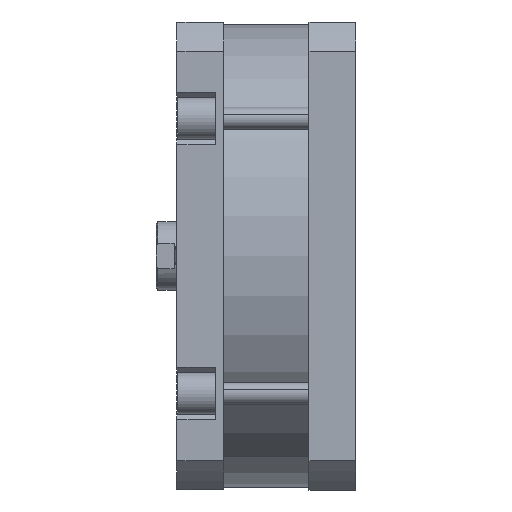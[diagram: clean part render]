
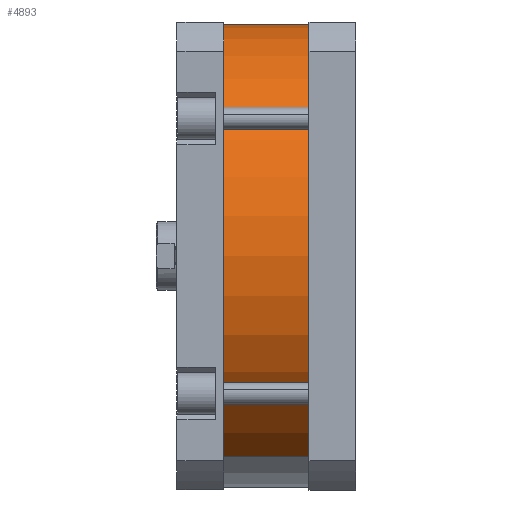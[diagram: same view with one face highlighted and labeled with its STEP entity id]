
A CAD part, front view. The second image highlights one B-rep face of the part: STEP entity #4893.
In plain terms, the highlighted cylindrical face has radius 168 mm (diameter 336 mm), a partial arc.
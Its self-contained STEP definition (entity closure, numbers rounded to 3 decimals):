
#195 = VERTEX_POINT ( 'NONE', #4395 ) ;
#196 = VERTEX_POINT ( 'NONE', #4647 ) ;
#198 = VERTEX_POINT ( 'NONE', #4654 ) ;
#199 = VERTEX_POINT ( 'NONE', #4454 ) ;
#490 = AXIS2_PLACEMENT_3D ( 'NONE', #6770, #6725, #6732 ) ;
#1889 = VECTOR ( 'NONE', #5486, 1000. ) ;
#1891 = LINE ( 'NONE', #5485, #1889 ) ;
#1895 = LINE ( 'NONE', #5493, #1901 ) ;
#1901 = VECTOR ( 'NONE', #5496, 1000. ) ;
#1907 = CIRCLE ( 'NONE', #4353, 168. ) ;
#1911 = CIRCLE ( 'NONE', #4352, 168. ) ;
#2106 = ORIENTED_EDGE ( 'NONE', *, *, #3879, .T. ) ;
#2156 = ORIENTED_EDGE ( 'NONE', *, *, #3882, .F. ) ;
#2782 = FACE_OUTER_BOUND ( 'NONE', #2966, .T. ) ;
#2789 = CYLINDRICAL_SURFACE ( 'NONE', #490, 168. ) ;
#2880 = ORIENTED_EDGE ( 'NONE', *, *, #3875, .F. ) ;
#2966 = EDGE_LOOP ( 'NONE', ( #2880, #2156, #2106, #7592 ) ) ;
#3875 = EDGE_CURVE ( 'NONE', #199, #196, #1891, .T. ) ;
#3879 = EDGE_CURVE ( 'NONE', #198, #195, #1895, .T. ) ;
#3882 = EDGE_CURVE ( 'NONE', #198, #199, #1907, .T. ) ;
#3884 = EDGE_CURVE ( 'NONE', #195, #196, #1911, .T. ) ;
#4352 = AXIS2_PLACEMENT_3D ( 'NONE', #5508, #5510, #5511 ) ;
#4353 = AXIS2_PLACEMENT_3D ( 'NONE', #5497, #5503, #5504 ) ;
#4395 = CARTESIAN_POINT ( 'NONE',  ( -168., 0., 0. ) ) ;
#4454 = CARTESIAN_POINT ( 'NONE',  ( 168., 0., 62. ) ) ;
#4647 = CARTESIAN_POINT ( 'NONE',  ( 168., 0., 0. ) ) ;
#4654 = CARTESIAN_POINT ( 'NONE',  ( -168., 0., 62. ) ) ;
#4893 = ADVANCED_FACE ( 'NONE', ( #2782 ), #2789, .T. ) ;
#5485 = CARTESIAN_POINT ( 'NONE',  ( 168., 0., 62. ) ) ;
#5486 = DIRECTION ( 'NONE',  ( 0., 0., -1. ) ) ;
#5493 = CARTESIAN_POINT ( 'NONE',  ( -168., 0., 62. ) ) ;
#5496 = DIRECTION ( 'NONE',  ( 0., 0., -1. ) ) ;
#5497 = CARTESIAN_POINT ( 'NONE',  ( 0., 0., 62. ) ) ;
#5503 = DIRECTION ( 'NONE',  ( 0., 0., 1. ) ) ;
#5504 = DIRECTION ( 'NONE',  ( 1., 0., 0. ) ) ;
#5508 = CARTESIAN_POINT ( 'NONE',  ( 0., 0., 0. ) ) ;
#5510 = DIRECTION ( 'NONE',  ( 0., 0., 1. ) ) ;
#5511 = DIRECTION ( 'NONE',  ( 1., 0., 0. ) ) ;
#6725 = DIRECTION ( 'NONE',  ( 0., 0., -1. ) ) ;
#6732 = DIRECTION ( 'NONE',  ( -1., 0., 0. ) ) ;
#6770 = CARTESIAN_POINT ( 'NONE',  ( 0., 0., 62. ) ) ;
#7592 = ORIENTED_EDGE ( 'NONE', *, *, #3884, .T. ) ;
